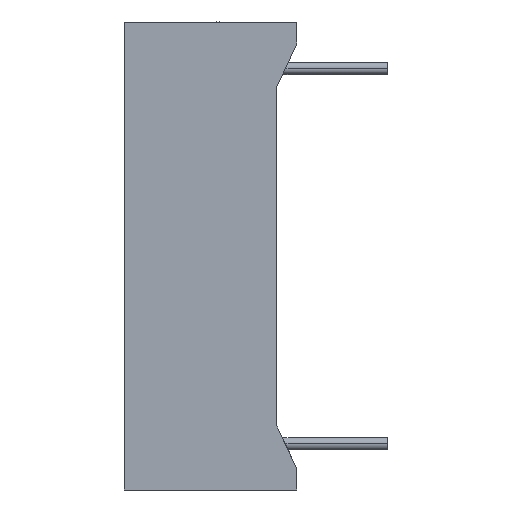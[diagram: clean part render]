
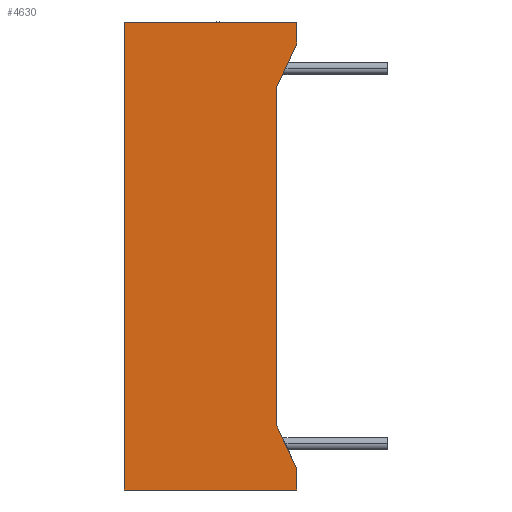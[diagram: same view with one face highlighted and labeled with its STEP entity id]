
A CAD part, left-side view. The second image highlights one B-rep face of the part: STEP entity #4630.
In plain terms, the highlighted planar face has unit normal (-1, 0, 0).
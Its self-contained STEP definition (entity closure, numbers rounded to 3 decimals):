
#344 = VECTOR ( 'NONE', #1576, 1000. ) ;
#395 = ORIENTED_EDGE ( 'NONE', *, *, #21218, .F. ) ;
#446 = EDGE_CURVE ( 'NONE', #24339, #19068, #23425, .T. ) ;
#710 = VECTOR ( 'NONE', #20930, 1000. ) ;
#734 = VECTOR ( 'NONE', #15861, 1000. ) ;
#1576 = DIRECTION ( 'NONE',  ( 0., 0., 1. ) ) ;
#1753 = CARTESIAN_POINT ( 'NONE',  ( -13.932, 7., 14.968 ) ) ;
#1775 = DIRECTION ( 'NONE',  ( 0., 0., -1. ) ) ;
#2617 = DIRECTION ( 'NONE',  ( 0., -1., 0. ) ) ;
#2648 = LINE ( 'NONE', #1753, #12210 ) ;
#3085 = VECTOR ( 'NONE', #2617, 1000. ) ;
#3991 = AXIS2_PLACEMENT_3D ( 'NONE', #24672, #13188, #1775 ) ;
#4201 = VERTEX_POINT ( 'NONE', #13293 ) ;
#4630 = ADVANCED_FACE ( 'NONE', ( #20923 ), #16971, .F. ) ;
#4963 = CARTESIAN_POINT ( 'NONE',  ( -13.932, 0., -3.146 ) ) ;
#5086 = CARTESIAN_POINT ( 'NONE',  ( -13.932, 0., -4.032 ) ) ;
#5472 = DIRECTION ( 'NONE',  ( 0., 0.423, -0.906 ) ) ;
#5674 = CARTESIAN_POINT ( 'NONE',  ( -13.932, 7., -4.032 ) ) ;
#5841 = LINE ( 'NONE', #17793, #734 ) ;
#6638 = VECTOR ( 'NONE', #12056, 1000. ) ;
#6693 = CARTESIAN_POINT ( 'NONE',  ( -13.932, 0.8, -1.432 ) ) ;
#6848 = CARTESIAN_POINT ( 'NONE',  ( -13.932, 0., 14.082 ) ) ;
#7175 = EDGE_CURVE ( 'NONE', #23860, #15152, #5841, .T. ) ;
#7498 = ORIENTED_EDGE ( 'NONE', *, *, #12468, .F. ) ;
#8229 = LINE ( 'NONE', #5674, #710 ) ;
#8297 = CARTESIAN_POINT ( 'NONE',  ( -13.932, 7., -4.032 ) ) ;
#8614 = DIRECTION ( 'NONE',  ( 0., 0., -1. ) ) ;
#9166 = ORIENTED_EDGE ( 'NONE', *, *, #7175, .F. ) ;
#10486 = EDGE_CURVE ( 'NONE', #19018, #4201, #14989, .T. ) ;
#12056 = DIRECTION ( 'NONE',  ( 0., 0., 1. ) ) ;
#12210 = VECTOR ( 'NONE', #20771, 1000. ) ;
#12468 = EDGE_CURVE ( 'NONE', #15629, #23860, #19167, .T. ) ;
#12603 = ORIENTED_EDGE ( 'NONE', *, *, #23365, .F. ) ;
#13010 = CARTESIAN_POINT ( 'NONE',  ( -13.932, 0., -4.032 ) ) ;
#13159 = LINE ( 'NONE', #20716, #17056 ) ;
#13188 = DIRECTION ( 'NONE',  ( 1., 0., 0. ) ) ;
#13293 = CARTESIAN_POINT ( 'NONE',  ( -13.932, 0., 14.968 ) ) ;
#13463 = VECTOR ( 'NONE', #8614, 1000. ) ;
#13579 = ORIENTED_EDGE ( 'NONE', *, *, #446, .T. ) ;
#13630 = EDGE_CURVE ( 'NONE', #19068, #15152, #16164, .T. ) ;
#14989 = LINE ( 'NONE', #13010, #344 ) ;
#15152 = VERTEX_POINT ( 'NONE', #4963 ) ;
#15629 = VERTEX_POINT ( 'NONE', #20128 ) ;
#15861 = DIRECTION ( 'NONE',  ( 0., -0.423, -0.906 ) ) ;
#16164 = LINE ( 'NONE', #23593, #6638 ) ;
#16420 = CARTESIAN_POINT ( 'NONE',  ( -13.932, 0.8, -1.432 ) ) ;
#16971 = PLANE ( 'NONE',  #3991 ) ;
#17056 = VECTOR ( 'NONE', #5472, 1000. ) ;
#17549 = ORIENTED_EDGE ( 'NONE', *, *, #18349, .F. ) ;
#17793 = CARTESIAN_POINT ( 'NONE',  ( -13.932, 0.8, -1.432 ) ) ;
#18349 = EDGE_CURVE ( 'NONE', #19018, #15629, #13159, .T. ) ;
#18854 = EDGE_LOOP ( 'NONE', ( #20555, #9166, #7498, #17549, #22088, #12603, #395, #13579 ) ) ;
#19018 = VERTEX_POINT ( 'NONE', #6848 ) ;
#19068 = VERTEX_POINT ( 'NONE', #5086 ) ;
#19167 = LINE ( 'NONE', #6693, #13463 ) ;
#20128 = CARTESIAN_POINT ( 'NONE',  ( -13.932, 0.8, 12.368 ) ) ;
#20510 = VERTEX_POINT ( 'NONE', #22343 ) ;
#20555 = ORIENTED_EDGE ( 'NONE', *, *, #13630, .T. ) ;
#20716 = CARTESIAN_POINT ( 'NONE',  ( -13.932, 0.8, 12.368 ) ) ;
#20771 = DIRECTION ( 'NONE',  ( 0., -1., 0. ) ) ;
#20923 = FACE_OUTER_BOUND ( 'NONE', #18854, .T. ) ;
#20930 = DIRECTION ( 'NONE',  ( 0., 0., 1. ) ) ;
#21218 = EDGE_CURVE ( 'NONE', #24339, #20510, #8229, .T. ) ;
#22088 = ORIENTED_EDGE ( 'NONE', *, *, #10486, .T. ) ;
#22343 = CARTESIAN_POINT ( 'NONE',  ( -13.932, 7., 14.968 ) ) ;
#23365 = EDGE_CURVE ( 'NONE', #20510, #4201, #2648, .T. ) ;
#23425 = LINE ( 'NONE', #8297, #3085 ) ;
#23593 = CARTESIAN_POINT ( 'NONE',  ( -13.932, 0., -4.032 ) ) ;
#23860 = VERTEX_POINT ( 'NONE', #16420 ) ;
#24339 = VERTEX_POINT ( 'NONE', #24682 ) ;
#24672 = CARTESIAN_POINT ( 'NONE',  ( -13.932, 7., -4.032 ) ) ;
#24682 = CARTESIAN_POINT ( 'NONE',  ( -13.932, 7., -4.032 ) ) ;
